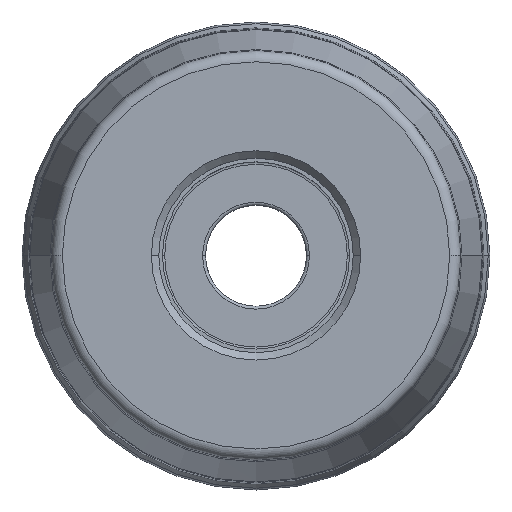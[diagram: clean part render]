
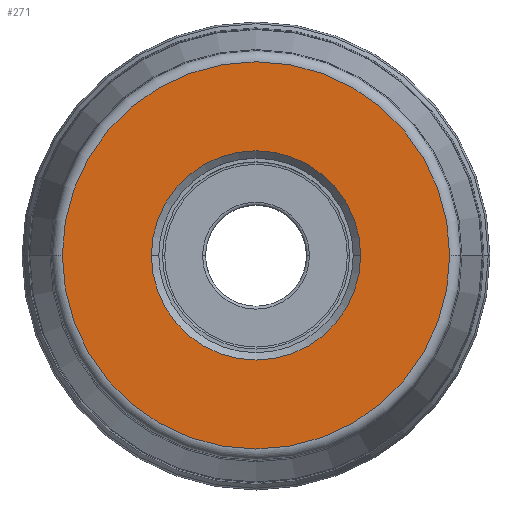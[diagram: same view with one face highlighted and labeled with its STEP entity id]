
A CAD part, top view. The second image highlights one B-rep face of the part: STEP entity #271.
In plain terms, the highlighted planar face has unit normal (0, 0, 1).
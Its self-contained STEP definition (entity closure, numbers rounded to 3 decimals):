
#30=PLANE('',#2423);
#38=FACE_BOUND('',#523,.T.);
#39=FACE_BOUND('',#524,.T.);
#271=ADVANCED_FACE('',(#38,#39),#30,.F.);
#523=EDGE_LOOP('',(#962,#963,#964,#965));
#524=EDGE_LOOP('',(#966,#967,#968,#969));
#962=ORIENTED_EDGE('',*,*,#1517,.F.);
#963=ORIENTED_EDGE('',*,*,#1521,.F.);
#964=ORIENTED_EDGE('',*,*,#1520,.T.);
#965=ORIENTED_EDGE('',*,*,#1518,.T.);
#966=ORIENTED_EDGE('',*,*,#1522,.T.);
#967=ORIENTED_EDGE('',*,*,#1523,.T.);
#968=ORIENTED_EDGE('',*,*,#1524,.T.);
#969=ORIENTED_EDGE('',*,*,#1525,.T.);
#1254=VERTEX_POINT('',#4978);
#1255=VERTEX_POINT('',#4980);
#1256=VERTEX_POINT('',#4982);
#1257=VERTEX_POINT('',#4986);
#1258=VERTEX_POINT('',#4990);
#1259=VERTEX_POINT('',#4991);
#1260=VERTEX_POINT('',#4993);
#1261=VERTEX_POINT('',#4995);
#1517=EDGE_CURVE('',#1254,#1255,#1845,.T.);
#1518=EDGE_CURVE('',#1256,#1255,#1846,.T.);
#1520=EDGE_CURVE('',#1257,#1256,#1848,.T.);
#1521=EDGE_CURVE('',#1257,#1254,#1849,.T.);
#1522=EDGE_CURVE('',#1258,#1259,#1850,.T.);
#1523=EDGE_CURVE('',#1259,#1260,#1851,.T.);
#1524=EDGE_CURVE('',#1260,#1261,#1852,.T.);
#1525=EDGE_CURVE('',#1261,#1258,#1853,.T.);
#1845=CIRCLE('',#2412,26.282);
#1846=CIRCLE('',#2413,26.282);
#1848=CIRCLE('',#2416,26.282);
#1849=CIRCLE('',#2417,26.282);
#1850=CIRCLE('',#2419,14.2);
#1851=CIRCLE('',#2420,14.2);
#1852=CIRCLE('',#2421,14.2);
#1853=CIRCLE('',#2422,14.2);
#2412=AXIS2_PLACEMENT_3D('',#4979,#3006,#3007);
#2413=AXIS2_PLACEMENT_3D('',#4981,#3008,#3009);
#2416=AXIS2_PLACEMENT_3D('',#4985,#3014,#3015);
#2417=AXIS2_PLACEMENT_3D('',#4987,#3016,#3017);
#2419=AXIS2_PLACEMENT_3D('',#4989,#3020,#3021);
#2420=AXIS2_PLACEMENT_3D('',#4992,#3022,#3023);
#2421=AXIS2_PLACEMENT_3D('',#4994,#3024,#3025);
#2422=AXIS2_PLACEMENT_3D('',#4996,#3026,#3027);
#2423=AXIS2_PLACEMENT_3D('',#4997,#3028,#3029);
#3006=DIRECTION('',(0.,0.,-1.));
#3007=DIRECTION('',(-1.,0.,0.));
#3008=DIRECTION('',(0.,0.,1.));
#3009=DIRECTION('',(1.,0.,0.));
#3014=DIRECTION('',(0.,0.,1.));
#3015=DIRECTION('',(1.,0.,0.));
#3016=DIRECTION('',(0.,0.,-1.));
#3017=DIRECTION('',(-1.,0.,0.));
#3020=DIRECTION('',(0.,0.,-1.));
#3021=DIRECTION('',(0.,-1.,0.));
#3022=DIRECTION('',(0.,0.,-1.));
#3023=DIRECTION('',(-1.,0.,0.));
#3024=DIRECTION('',(0.,0.,-1.));
#3025=DIRECTION('',(0.,1.,0.));
#3026=DIRECTION('',(0.,0.,-1.));
#3027=DIRECTION('',(1.,0.,0.));
#3028=DIRECTION('',(0.,0.,-1.));
#3029=DIRECTION('',(1.,0.,0.));
#4978=CARTESIAN_POINT('',(-26.282,0.,0.));
#4979=CARTESIAN_POINT('',(0.,0.,0.));
#4980=CARTESIAN_POINT('',(-26.281,0.021,0.));
#4981=CARTESIAN_POINT('',(0.,0.,0.));
#4982=CARTESIAN_POINT('',(26.282,0.,0.));
#4985=CARTESIAN_POINT('',(0.,0.,0.));
#4986=CARTESIAN_POINT('',(26.281,-0.021,0.));
#4987=CARTESIAN_POINT('',(0.,0.,0.));
#4989=CARTESIAN_POINT('',(0.,0.,0.));
#4990=CARTESIAN_POINT('',(0.,-14.2,0.));
#4991=CARTESIAN_POINT('',(-14.2,0.,0.));
#4992=CARTESIAN_POINT('',(0.,0.,0.));
#4993=CARTESIAN_POINT('',(0.,14.2,0.));
#4994=CARTESIAN_POINT('',(0.,0.,0.));
#4995=CARTESIAN_POINT('',(14.2,0.,0.));
#4996=CARTESIAN_POINT('',(0.,0.,0.));
#4997=CARTESIAN_POINT('',(0.,0.,0.));
